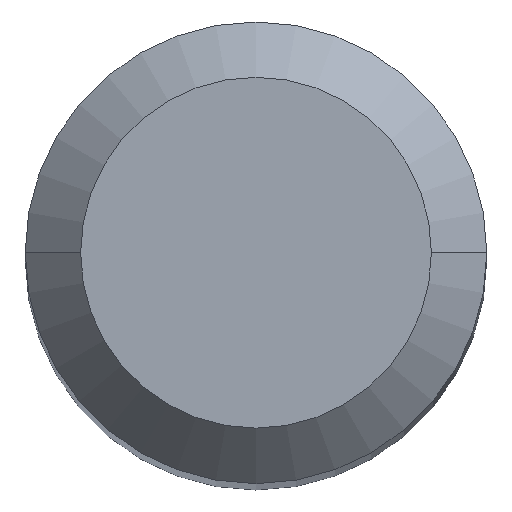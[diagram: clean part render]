
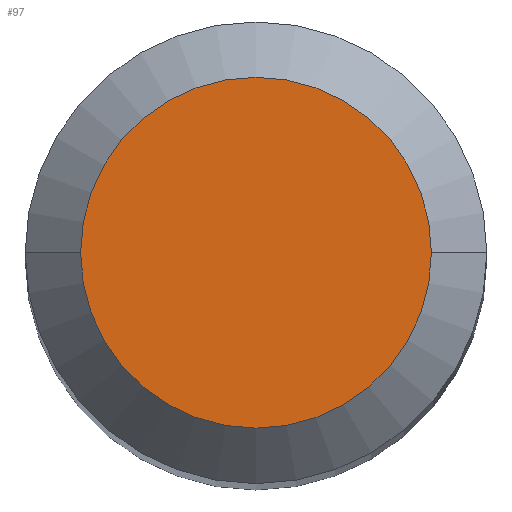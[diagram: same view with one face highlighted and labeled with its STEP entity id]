
A CAD part, top view. The second image highlights one B-rep face of the part: STEP entity #97.
In plain terms, the highlighted planar face has unit normal (0, 0, 1).
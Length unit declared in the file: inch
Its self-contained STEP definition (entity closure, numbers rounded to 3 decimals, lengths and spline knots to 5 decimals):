
#6 = EDGE_LOOP ( 'NONE', ( #31, #50 ) ) ;
#8 = FACE_OUTER_BOUND ( 'NONE', #6, .T. ) ;
#10 = DIRECTION ( 'NONE',  ( 0., 0., 1. ) ) ;
#24 = CARTESIAN_POINT ( 'NONE',  ( 0.0475, 0., 0. ) ) ;
#29 = VERTEX_POINT ( 'NONE', #24 ) ;
#31 = ORIENTED_EDGE ( 'NONE', *, *, #109, .T. ) ;
#50 = ORIENTED_EDGE ( 'NONE', *, *, #71, .T. ) ;
#71 = EDGE_CURVE ( 'NONE', #29, #160, #215, .T. ) ;
#76 = CIRCLE ( 'NONE', #93, 0.0475 ) ;
#93 = AXIS2_PLACEMENT_3D ( 'NONE', #336, #327, #397 ) ;
#97 = ADVANCED_FACE ( 'NONE', ( #8 ), #154, .F. ) ;
#109 = EDGE_CURVE ( 'NONE', #160, #29, #76, .T. ) ;
#113 = CARTESIAN_POINT ( 'NONE',  ( -0.0475, 0., 0. ) ) ;
#118 = CARTESIAN_POINT ( 'NONE',  ( 0., 0., 0. ) ) ;
#154 = PLANE ( 'NONE',  #465 ) ;
#160 = VERTEX_POINT ( 'NONE', #113 ) ;
#215 = CIRCLE ( 'NONE', #421, 0.0475 ) ;
#218 = DIRECTION ( 'NONE',  ( 1., 0., 0. ) ) ;
#223 = DIRECTION ( 'NONE',  ( -1., 0., 0. ) ) ;
#261 = DIRECTION ( 'NONE',  ( 0., 0., -1. ) ) ;
#299 = CARTESIAN_POINT ( 'NONE',  ( 0., 0.0475, 0. ) ) ;
#327 = DIRECTION ( 'NONE',  ( 0., 0., 1. ) ) ;
#336 = CARTESIAN_POINT ( 'NONE',  ( 0., 0., 0. ) ) ;
#397 = DIRECTION ( 'NONE',  ( 1., 0., 0. ) ) ;
#421 = AXIS2_PLACEMENT_3D ( 'NONE', #118, #10, #218 ) ;
#465 = AXIS2_PLACEMENT_3D ( 'NONE', #299, #261, #223 ) ;
